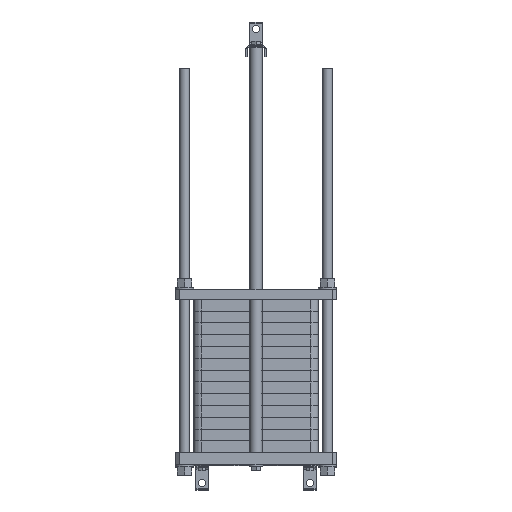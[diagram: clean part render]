
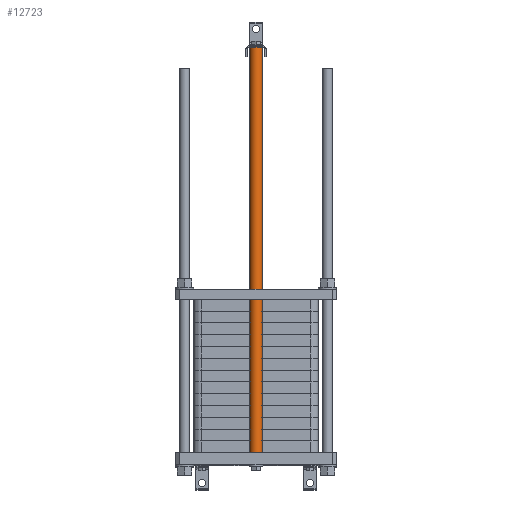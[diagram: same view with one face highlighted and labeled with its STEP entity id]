
A CAD part, top view. The second image highlights one B-rep face of the part: STEP entity #12723.
In plain terms, the highlighted cylindrical face has radius 15 mm (diameter 30 mm), a full revolution.
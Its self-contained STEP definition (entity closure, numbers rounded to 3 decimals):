
#5016=FACE_BOUND('',#6038,.T.);
#5251=CYLINDRICAL_SURFACE('',#13320,15.);
#5477=FACE_OUTER_BOUND('',#6037,.T.);
#6037=EDGE_LOOP('',(#10074));
#6038=EDGE_LOOP('',(#10075));
#6743=CIRCLE('',#13245,15.);
#6771=CIRCLE('',#13321,15.);
#7637=VERTEX_POINT('',#18994);
#7713=VERTEX_POINT('',#19235);
#8535=EDGE_CURVE('',#7637,#7637,#6743,.T.);
#8652=EDGE_CURVE('',#7713,#7713,#6771,.T.);
#10074=ORIENTED_EDGE('',*,*,#8652,.F.);
#10075=ORIENTED_EDGE('',*,*,#8535,.T.);
#12723=ADVANCED_FACE('',(#5477,#5016),#5251,.T.);
#13245=AXIS2_PLACEMENT_3D('',#18995,#14729,#14730);
#13320=AXIS2_PLACEMENT_3D('',#19234,#14968,#14969);
#13321=AXIS2_PLACEMENT_3D('',#19236,#14970,#14971);
#14729=DIRECTION('center_axis',(0.,-1.,0.));
#14730=DIRECTION('ref_axis',(-1.,0.,0.));
#14968=DIRECTION('center_axis',(0.,1.,0.));
#14969=DIRECTION('ref_axis',(-1.,0.,0.));
#14970=DIRECTION('center_axis',(0.,-1.,0.));
#14971=DIRECTION('ref_axis',(-1.,0.,0.));
#18994=CARTESIAN_POINT('',(15.,997.,885.5));
#18995=CARTESIAN_POINT('Origin',(0.,997.,885.5));
#19234=CARTESIAN_POINT('Origin',(0.,0.,
885.5));
#19235=CARTESIAN_POINT('',(15.,0.,885.5));
#19236=CARTESIAN_POINT('Origin',(0.,0.,
885.5));
